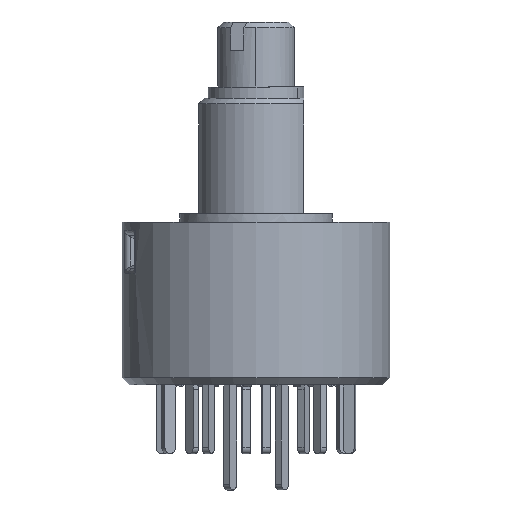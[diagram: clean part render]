
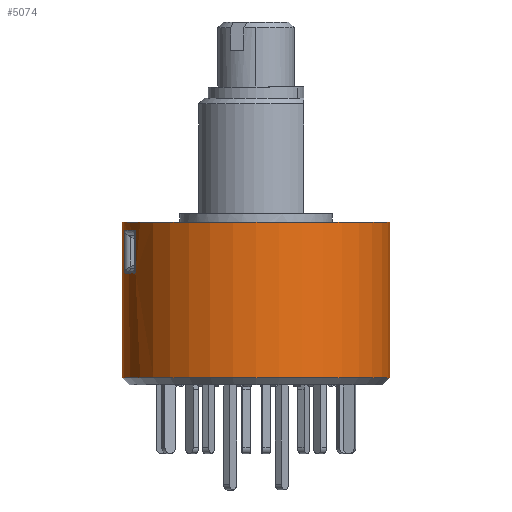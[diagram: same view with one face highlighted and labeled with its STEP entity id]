
A CAD part, left-side view. The second image highlights one B-rep face of the part: STEP entity #5074.
In plain terms, the highlighted cylindrical face has radius 7 mm (diameter 14 mm), a partial arc.
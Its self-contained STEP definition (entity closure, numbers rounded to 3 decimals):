
#259 = CARTESIAN_POINT ( 'NONE',  ( 0., 7., -0.45 ) ) ;
#432 = VERTEX_POINT ( 'NONE', #8630 ) ;
#691 = CARTESIAN_POINT ( 'NONE',  ( -2.163, 6.657, -3.129 ) ) ;
#694 = DIRECTION ( 'NONE',  ( 0., 0., -1. ) ) ;
#950 = VERTEX_POINT ( 'NONE', #7311 ) ;
#1215 = AXIS2_PLACEMENT_3D ( 'NONE', #6465, #8995, #2596 ) ;
#1281 = CARTESIAN_POINT ( 'NONE',  ( -1.871, 6.775, -0.841 ) ) ;
#1550 = VECTOR ( 'NONE', #6316, 1000. ) ;
#1949 = EDGE_CURVE ( 'NONE', #7910, #432, #3849, .T. ) ;
#2541 = VERTEX_POINT ( 'NONE', #15500 ) ;
#2596 = DIRECTION ( 'NONE',  ( 0., 1., 0. ) ) ;
#2609 = CARTESIAN_POINT ( 'NONE',  ( 0., -7., -0.45 ) ) ;
#2815 = DIRECTION ( 'NONE',  ( 0., -1., 0. ) ) ;
#2827 = DIRECTION ( 'NONE',  ( 0., 0., -1. ) ) ;
#3105 = CARTESIAN_POINT ( 'NONE',  ( -3.036, 6.308, -0.45 ) ) ;
#3390 = VECTOR ( 'NONE', #2827, 1000. ) ;
#3486 = CARTESIAN_POINT ( 'NONE',  ( -1.252, 6.887, -0.45 ) ) ;
#3710 = ORIENTED_EDGE ( 'NONE', *, *, #10053, .F. ) ;
#3800 = LINE ( 'NONE', #3105, #12699 ) ;
#3849 = LINE ( 'NONE', #3486, #15509 ) ;
#4142 = ORIENTED_EDGE ( 'NONE', *, *, #14088, .T. ) ;
#4157 = CARTESIAN_POINT ( 'NONE',  ( -3.036, 6.308, -3.094 ) ) ;
#4346 = ORIENTED_EDGE ( 'NONE', *, *, #9662, .T. ) ;
#5074 = ADVANCED_FACE ( 'NONE', ( #13541, #9228 ), #10591, .T. ) ;
#5252 = DIRECTION ( 'NONE',  ( 0., 0., 1. ) ) ;
#5757 = AXIS2_PLACEMENT_3D ( 'NONE', #14798, #8505, #5797 ) ;
#5797 = DIRECTION ( 'NONE',  ( 0., -1., 0. ) ) ;
#6316 = DIRECTION ( 'NONE',  ( 0., 0., -1. ) ) ;
#6341 = CARTESIAN_POINT ( 'NONE',  ( -3.036, 6.308, -0.888 ) ) ;
#6425 = CARTESIAN_POINT ( 'NONE',  ( -3.036, 6.308, -3.094 ) ) ;
#6465 = CARTESIAN_POINT ( 'NONE',  ( 0., 0., -0.45 ) ) ;
#6622 = ORIENTED_EDGE ( 'NONE', *, *, #1949, .T. ) ;
#6654 = CARTESIAN_POINT ( 'NONE',  ( -2.462, 6.56, -3.129 ) ) ;
#7311 = CARTESIAN_POINT ( 'NONE',  ( 0., -7., -8.574 ) ) ;
#7452 = VERTEX_POINT ( 'NONE', #4157 ) ;
#7710 =( BOUNDED_CURVE ( )  B_SPLINE_CURVE ( 3, ( #691, #8338, #14518, #12049 ),
 .UNSPECIFIED., .F., .F. ) 
 B_SPLINE_CURVE_WITH_KNOTS ( ( 4, 4 ),
 ( 0., 0.134 ),
 .UNSPECIFIED. ) 
 CURVE ( )  GEOMETRIC_REPRESENTATION_ITEM ( )  RATIONAL_B_SPLINE_CURVE ( ( 1., 0.998, 0.998, 1. ) ) 
 REPRESENTATION_ITEM ( '' )  );
#7887 = CARTESIAN_POINT ( 'NONE',  ( -2.163, 6.657, -3.129 ) ) ;
#7910 = VERTEX_POINT ( 'NONE', #13866 ) ;
#8338 = CARTESIAN_POINT ( 'NONE',  ( -1.865, 6.754, -3.129 ) ) ;
#8505 = DIRECTION ( 'NONE',  ( 0., 0., 1. ) ) ;
#8609 = DIRECTION ( 'NONE',  ( 0., 0., 1. ) ) ;
#8618 = ORIENTED_EDGE ( 'NONE', *, *, #8808, .T. ) ;
#8630 = CARTESIAN_POINT ( 'NONE',  ( -1.252, 6.887, -0.888 ) ) ;
#8805 = VERTEX_POINT ( 'NONE', #13254 ) ;
#8808 = EDGE_CURVE ( 'NONE', #11088, #7452, #3800, .T. ) ;
#8835 = VERTEX_POINT ( 'NONE', #15803 ) ;
#8995 = DIRECTION ( 'NONE',  ( 0., 0., -1. ) ) ;
#9014 = CARTESIAN_POINT ( 'NONE',  ( -2.469, 6.58, -0.841 ) ) ;
#9228 = FACE_BOUND ( 'NONE', #14587, .T. ) ;
#9662 = EDGE_CURVE ( 'NONE', #7452, #8805, #16184, .T. ) ;
#10053 = EDGE_CURVE ( 'NONE', #11208, #2541, #13227, .T. ) ;
#10397 = ORIENTED_EDGE ( 'NONE', *, *, #13886, .T. ) ;
#10407 =( BOUNDED_CURVE ( )  B_SPLINE_CURVE ( 3, ( #16386, #1281, #9014, #13927 ),
 .UNSPECIFIED., .F., .F. ) 
 B_SPLINE_CURVE_WITH_KNOTS ( ( 4, 4 ),
 ( 3.007, 3.276 ),
 .UNSPECIFIED. ) 
 CURVE ( )  GEOMETRIC_REPRESENTATION_ITEM ( )  RATIONAL_B_SPLINE_CURVE ( ( 1., 0.994, 0.994, 1. ) ) 
 REPRESENTATION_ITEM ( '' )  );
#10591 = CYLINDRICAL_SURFACE ( 'NONE', #1215, 7. ) ;
#10689 = LINE ( 'NONE', #259, #3390 ) ;
#11088 = VERTEX_POINT ( 'NONE', #6341 ) ;
#11208 = VERTEX_POINT ( 'NONE', #11754 ) ;
#11239 = LINE ( 'NONE', #2609, #1550 ) ;
#11754 = CARTESIAN_POINT ( 'NONE',  ( 0., 7., -0.45 ) ) ;
#12049 = CARTESIAN_POINT ( 'NONE',  ( -1.252, 6.887, -3.094 ) ) ;
#12699 = VECTOR ( 'NONE', #694, 1000. ) ;
#12797 = CARTESIAN_POINT ( 'NONE',  ( -2.753, 6.444, -3.117 ) ) ;
#12929 = CARTESIAN_POINT ( 'NONE',  ( 0., 0., -0.45 ) ) ;
#13227 = CIRCLE ( 'NONE', #14869, 7. ) ;
#13254 = CARTESIAN_POINT ( 'NONE',  ( -2.163, 6.657, -3.129 ) ) ;
#13541 = FACE_OUTER_BOUND ( 'NONE', #14402, .T. ) ;
#13842 = EDGE_CURVE ( 'NONE', #432, #11088, #10407, .T. ) ;
#13866 = CARTESIAN_POINT ( 'NONE',  ( -1.252, 6.887, -3.094 ) ) ;
#13886 = EDGE_CURVE ( 'NONE', #11208, #8835, #10689, .T. ) ;
#13927 = CARTESIAN_POINT ( 'NONE',  ( -3.036, 6.308, -0.888 ) ) ;
#14088 = EDGE_CURVE ( 'NONE', #8835, #950, #16286, .T. ) ;
#14190 = ORIENTED_EDGE ( 'NONE', *, *, #16116, .F. ) ;
#14393 = EDGE_CURVE ( 'NONE', #8805, #7910, #7710, .T. ) ;
#14402 = EDGE_LOOP ( 'NONE', ( #14190, #3710, #10397, #4142 ) ) ;
#14515 = ORIENTED_EDGE ( 'NONE', *, *, #14393, .T. ) ;
#14518 = CARTESIAN_POINT ( 'NONE',  ( -1.56, 6.831, -3.117 ) ) ;
#14587 = EDGE_LOOP ( 'NONE', ( #4346, #14515, #6622, #14781, #8618 ) ) ;
#14781 = ORIENTED_EDGE ( 'NONE', *, *, #13842, .T. ) ;
#14798 = CARTESIAN_POINT ( 'NONE',  ( 0., 0., -8.574 ) ) ;
#14869 = AXIS2_PLACEMENT_3D ( 'NONE', #12929, #5252, #2815 ) ;
#15500 = CARTESIAN_POINT ( 'NONE',  ( 0., -7., -0.45 ) ) ;
#15509 = VECTOR ( 'NONE', #8609, 1000. ) ;
#15803 = CARTESIAN_POINT ( 'NONE',  ( 0., 7., -8.574 ) ) ;
#16116 = EDGE_CURVE ( 'NONE', #2541, #950, #11239, .T. ) ;
#16184 =( BOUNDED_CURVE ( )  B_SPLINE_CURVE ( 3, ( #6425, #12797, #6654, #7887 ),
 .UNSPECIFIED., .F., .F. ) 
 B_SPLINE_CURVE_WITH_KNOTS ( ( 4, 4 ),
 ( 6.149, 6.283 ),
 .UNSPECIFIED. ) 
 CURVE ( )  GEOMETRIC_REPRESENTATION_ITEM ( )  RATIONAL_B_SPLINE_CURVE ( ( 1., 0.998, 0.998, 1. ) ) 
 REPRESENTATION_ITEM ( '' )  );
#16286 = CIRCLE ( 'NONE', #5757, 7. ) ;
#16386 = CARTESIAN_POINT ( 'NONE',  ( -1.252, 6.887, -0.888 ) ) ;
